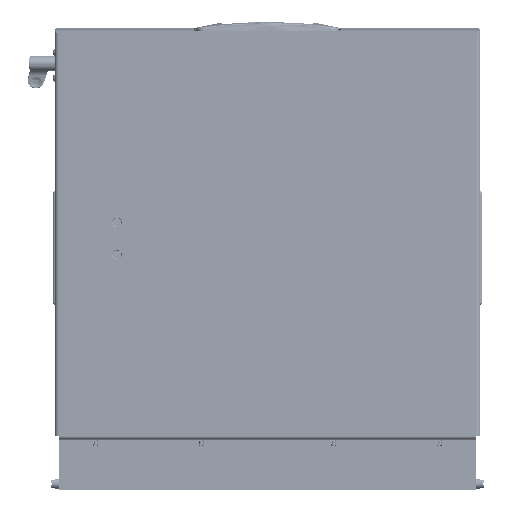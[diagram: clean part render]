
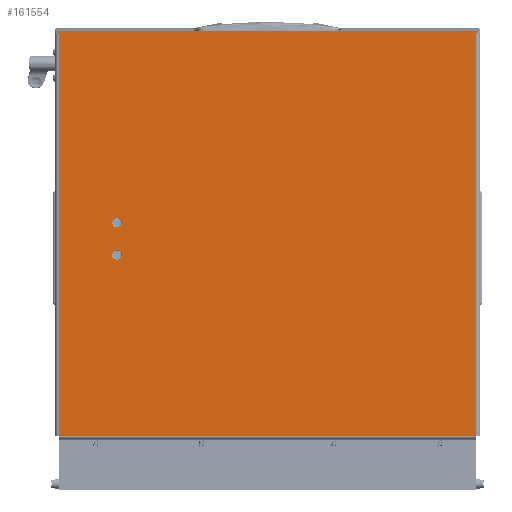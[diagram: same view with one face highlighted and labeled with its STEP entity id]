
A CAD part, front view. The second image highlights one B-rep face of the part: STEP entity #161554.
In plain terms, the highlighted face is planar.
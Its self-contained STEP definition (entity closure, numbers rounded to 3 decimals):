
#1630 = ORIENTED_EDGE ( 'NONE', *, *, #122889, .F. ) ;
#2251 = EDGE_LOOP ( 'NONE', ( #51367, #19410 ) ) ;
#6372 = VECTOR ( 'NONE', #49796, 1000. ) ;
#9111 = DIRECTION ( 'NONE',  ( 0., 0., -1. ) ) ;
#10424 = VECTOR ( 'NONE', #121002, 1000. ) ;
#11116 = DIRECTION ( 'NONE',  ( 0., 0., -1. ) ) ;
#12877 = DIRECTION ( 'NONE',  ( -1., 0., 0. ) ) ;
#13660 = EDGE_CURVE ( 'NONE', #42543, #92100, #46716, .T. ) ;
#14042 = VERTEX_POINT ( 'NONE', #40457 ) ;
#15279 = VERTEX_POINT ( 'NONE', #108137 ) ;
#16341 = LINE ( 'NONE', #66789, #18414 ) ;
#17643 = VECTOR ( 'NONE', #85439, 1000. ) ;
#18414 = VECTOR ( 'NONE', #77716, 1000. ) ;
#19351 = EDGE_LOOP ( 'NONE', ( #1630, #25737, #58474, #79109, #131098, #74220, #40406, #46218 ) ) ;
#19410 = ORIENTED_EDGE ( 'NONE', *, *, #22739, .F. ) ;
#19693 = VECTOR ( 'NONE', #68005, 1000. ) ;
#21068 = CARTESIAN_POINT ( 'NONE',  ( 0., -2., 0. ) ) ;
#21952 = CARTESIAN_POINT ( 'NONE',  ( 234.8, 389., 0. ) ) ;
#22023 = DIRECTION ( 'NONE',  ( -1., 0., 0. ) ) ;
#22739 = EDGE_CURVE ( 'NONE', #107566, #85589, #131472, .T. ) ;
#22750 = CARTESIAN_POINT ( 'NONE',  ( 0., 452., 0. ) ) ;
#25737 = ORIENTED_EDGE ( 'NONE', *, *, #51095, .T. ) ;
#26489 = CARTESIAN_POINT ( 'NONE',  ( 436., 0., 0. ) ) ;
#27476 = LINE ( 'NONE', #155285, #19693 ) ;
#29072 = DIRECTION ( 'NONE',  ( 0., 1., 0. ) ) ;
#34192 = VECTOR ( 'NONE', #118314, 1000. ) ;
#34367 = VECTOR ( 'NONE', #103704, 1000. ) ;
#34674 = EDGE_CURVE ( 'NONE', #153107, #14042, #55826, .T. ) ;
#37417 = DIRECTION ( 'NONE',  ( 0., 0., -1. ) ) ;
#37448 = EDGE_CURVE ( 'NONE', #134527, #100451, #27476, .T. ) ;
#37734 = CARTESIAN_POINT ( 'NONE',  ( 0., 452., 0. ) ) ;
#38346 = CARTESIAN_POINT ( 'NONE',  ( 210.2, 389., 0. ) ) ;
#39234 = CIRCLE ( 'NONE', #106333, 5.2 ) ;
#40406 = ORIENTED_EDGE ( 'NONE', *, *, #151135, .T. ) ;
#40457 = CARTESIAN_POINT ( 'NONE',  ( 0., 454., 0. ) ) ;
#41929 = DIRECTION ( 'NONE',  ( 0., 0., -1. ) ) ;
#42543 = VERTEX_POINT ( 'NONE', #156881 ) ;
#46218 = ORIENTED_EDGE ( 'NONE', *, *, #37448, .F. ) ;
#46716 = CIRCLE ( 'NONE', #108028, 5.2 ) ;
#47133 = VERTEX_POINT ( 'NONE', #114477 ) ;
#49796 = DIRECTION ( 'NONE',  ( -1., 0., 0. ) ) ;
#51095 = EDGE_CURVE ( 'NONE', #147719, #47133, #90445, .T. ) ;
#51367 = ORIENTED_EDGE ( 'NONE', *, *, #60698, .F. ) ;
#53417 = CARTESIAN_POINT ( 'NONE',  ( 205., 389., 0. ) ) ;
#55513 = CARTESIAN_POINT ( 'NONE',  ( 199.8, 389., 0. ) ) ;
#55826 = LINE ( 'NONE', #141222, #34192 ) ;
#56423 = CARTESIAN_POINT ( 'NONE',  ( 0., 452., 0. ) ) ;
#58474 = ORIENTED_EDGE ( 'NONE', *, *, #123044, .T. ) ;
#59175 = EDGE_CURVE ( 'NONE', #155937, #14042, #16341, .T. ) ;
#60698 = EDGE_CURVE ( 'NONE', #85589, #107566, #39234, .T. ) ;
#63585 = CARTESIAN_POINT ( 'NONE',  ( 0., 0., 0. ) ) ;
#66415 = LINE ( 'NONE', #129541, #95658 ) ;
#66789 = CARTESIAN_POINT ( 'NONE',  ( 0., 454., 0. ) ) ;
#68005 = DIRECTION ( 'NONE',  ( 1., 0., 0. ) ) ;
#69908 = ORIENTED_EDGE ( 'NONE', *, *, #13660, .F. ) ;
#72402 = CARTESIAN_POINT ( 'NONE',  ( -2., 454., 0. ) ) ;
#72419 = DIRECTION ( 'NONE',  ( -1., 0., 0. ) ) ;
#74220 = ORIENTED_EDGE ( 'NONE', *, *, #103514, .F. ) ;
#75133 = CARTESIAN_POINT ( 'NONE',  ( 240., 389., 0. ) ) ;
#77716 = DIRECTION ( 'NONE',  ( 1., 0., 0. ) ) ;
#79109 = ORIENTED_EDGE ( 'NONE', *, *, #59175, .T. ) ;
#82021 = LINE ( 'NONE', #98547, #17643 ) ;
#83771 = EDGE_LOOP ( 'NONE', ( #160265, #69908 ) ) ;
#84264 = DIRECTION ( 'NONE',  ( 0., 0., -1. ) ) ;
#85439 = DIRECTION ( 'NONE',  ( 0., 1., 0. ) ) ;
#85589 = VERTEX_POINT ( 'NONE', #55513 ) ;
#89931 = FACE_BOUND ( 'NONE', #83771, .T. ) ;
#90116 = CIRCLE ( 'NONE', #113257, 5.2 ) ;
#90445 = LINE ( 'NONE', #21068, #10424 ) ;
#92100 = VERTEX_POINT ( 'NONE', #21952 ) ;
#93815 = FACE_BOUND ( 'NONE', #2251, .T. ) ;
#95368 = PLANE ( 'NONE',  #97572 ) ;
#95658 = VECTOR ( 'NONE', #29072, 1000. ) ;
#96276 = CARTESIAN_POINT ( 'NONE',  ( 240., 389., 0. ) ) ;
#97572 = AXIS2_PLACEMENT_3D ( 'NONE', #22750, #9111, #72419 ) ;
#98547 = CARTESIAN_POINT ( 'NONE',  ( 0., -4., 0. ) ) ;
#100451 = VERTEX_POINT ( 'NONE', #26489 ) ;
#103514 = EDGE_CURVE ( 'NONE', #15279, #153107, #135390, .T. ) ;
#103704 = DIRECTION ( 'NONE',  ( 0., -1., 0. ) ) ;
#104749 = LINE ( 'NONE', #140813, #34367 ) ;
#106333 = AXIS2_PLACEMENT_3D ( 'NONE', #53417, #41929, #116248 ) ;
#107566 = VERTEX_POINT ( 'NONE', #38346 ) ;
#108028 = AXIS2_PLACEMENT_3D ( 'NONE', #96276, #84264, #22023 ) ;
#108137 = CARTESIAN_POINT ( 'NONE',  ( 436., 452., 0. ) ) ;
#112124 = CARTESIAN_POINT ( 'NONE',  ( 205., 389., 0. ) ) ;
#112660 = DIRECTION ( 'NONE',  ( -1., 0., 0. ) ) ;
#113257 = AXIS2_PLACEMENT_3D ( 'NONE', #75133, #37417, #12877 ) ;
#114477 = CARTESIAN_POINT ( 'NONE',  ( -2., -2., 0. ) ) ;
#116248 = DIRECTION ( 'NONE',  ( -1., 0., 0. ) ) ;
#118314 = DIRECTION ( 'NONE',  ( 0., 1., 0. ) ) ;
#121002 = DIRECTION ( 'NONE',  ( -1., 0., 0. ) ) ;
#122889 = EDGE_CURVE ( 'NONE', #147719, #134527, #82021, .T. ) ;
#123044 = EDGE_CURVE ( 'NONE', #47133, #155937, #66415, .T. ) ;
#129541 = CARTESIAN_POINT ( 'NONE',  ( -2., -4., 0. ) ) ;
#130978 = FACE_OUTER_BOUND ( 'NONE', #19351, .T. ) ;
#131098 = ORIENTED_EDGE ( 'NONE', *, *, #34674, .F. ) ;
#131472 = CIRCLE ( 'NONE', #138908, 5.2 ) ;
#134527 = VERTEX_POINT ( 'NONE', #63585 ) ;
#135390 = LINE ( 'NONE', #37734, #6372 ) ;
#135595 = EDGE_CURVE ( 'NONE', #92100, #42543, #90116, .T. ) ;
#138908 = AXIS2_PLACEMENT_3D ( 'NONE', #112124, #11116, #112660 ) ;
#140813 = CARTESIAN_POINT ( 'NONE',  ( 436., 452., 0. ) ) ;
#141222 = CARTESIAN_POINT ( 'NONE',  ( 0., -4., 0. ) ) ;
#147719 = VERTEX_POINT ( 'NONE', #151004 ) ;
#151004 = CARTESIAN_POINT ( 'NONE',  ( 0., -2., 0. ) ) ;
#151135 = EDGE_CURVE ( 'NONE', #15279, #100451, #104749, .T. ) ;
#153107 = VERTEX_POINT ( 'NONE', #56423 ) ;
#155285 = CARTESIAN_POINT ( 'NONE',  ( 0., 0., 0. ) ) ;
#155937 = VERTEX_POINT ( 'NONE', #72402 ) ;
#156881 = CARTESIAN_POINT ( 'NONE',  ( 245.2, 389., 0. ) ) ;
#160265 = ORIENTED_EDGE ( 'NONE', *, *, #135595, .F. ) ;
#161554 = ADVANCED_FACE ( 'NONE', ( #93815, #89931, #130978 ), #95368, .T. ) ;
